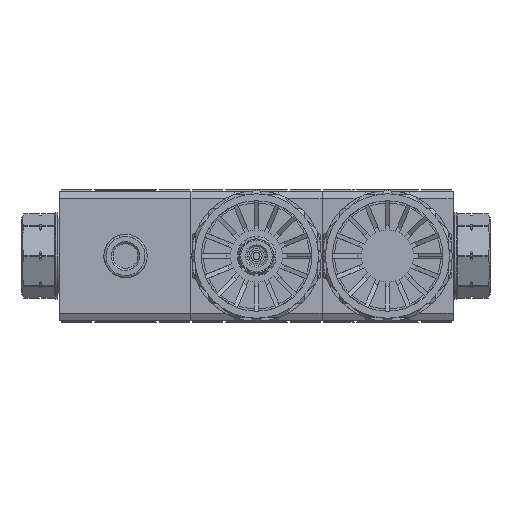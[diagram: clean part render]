
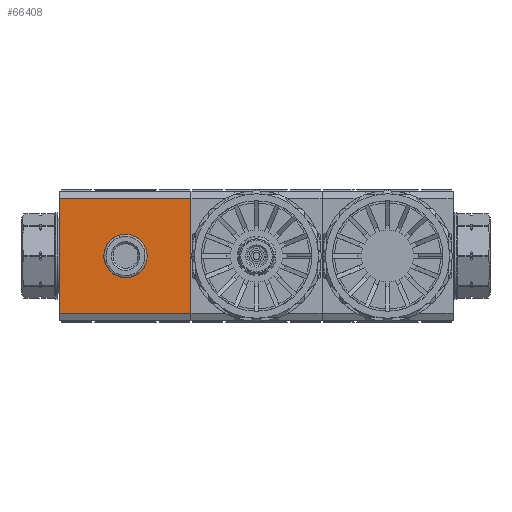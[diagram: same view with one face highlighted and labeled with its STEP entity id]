
A CAD part, front view. The second image highlights one B-rep face of the part: STEP entity #66408.
In plain terms, the highlighted planar face has unit normal (0, -1, 0).
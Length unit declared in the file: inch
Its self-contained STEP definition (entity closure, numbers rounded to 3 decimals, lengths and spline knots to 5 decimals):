
#2659 = CIRCLE ( 'NONE', #20476, 0.3937 ) ;
#3263 = CARTESIAN_POINT ( 'NONE',  ( -1.19094, -1.27953, 0. ) ) ;
#4140 = DIRECTION ( 'NONE',  ( 1., 0., 0. ) ) ;
#4821 = ORIENTED_EDGE ( 'NONE', *, *, #61505, .F. ) ;
#5067 = ORIENTED_EDGE ( 'NONE', *, *, #22841, .T. ) ;
#6732 = LINE ( 'NONE', #132048, #10553 ) ;
#9830 = VERTEX_POINT ( 'NONE', #85920 ) ;
#10553 = VECTOR ( 'NONE', #122998, 39.37008 ) ;
#12115 = ORIENTED_EDGE ( 'NONE', *, *, #35220, .F. ) ;
#20476 = AXIS2_PLACEMENT_3D ( 'NONE', #53000, #44579, #41857 ) ;
#22841 = EDGE_CURVE ( 'NONE', #130863, #40927, #53455, .T. ) ;
#23574 = DIRECTION ( 'NONE',  ( 0., 0., 1. ) ) ;
#24947 = VERTEX_POINT ( 'NONE', #82933 ) ;
#29971 = DIRECTION ( 'NONE',  ( 0., 0., -1. ) ) ;
#29979 = LINE ( 'NONE', #72464, #122961 ) ;
#31637 = VERTEX_POINT ( 'NONE', #90578 ) ;
#32649 = FACE_BOUND ( 'NONE', #73495, .T. ) ;
#32701 = DIRECTION ( 'NONE',  ( 0., -1., 0. ) ) ;
#35220 = EDGE_CURVE ( 'NONE', #9830, #49489, #2659, .T. ) ;
#40927 = VERTEX_POINT ( 'NONE', #75766 ) ;
#41857 = DIRECTION ( 'NONE',  ( 0., 0., -1. ) ) ;
#44579 = DIRECTION ( 'NONE',  ( 0., -1., 0. ) ) ;
#47886 = AXIS2_PLACEMENT_3D ( 'NONE', #77187, #118963, #23574 ) ;
#49489 = VERTEX_POINT ( 'NONE', #70242 ) ;
#53000 = CARTESIAN_POINT ( 'NONE',  ( 0., -1.27953, 0. ) ) ;
#53455 = LINE ( 'NONE', #3263, #68619 ) ;
#58268 = DIRECTION ( 'NONE',  ( 0., 0., -1. ) ) ;
#61505 = EDGE_CURVE ( 'NONE', #24947, #31637, #29979, .T. ) ;
#62723 = CARTESIAN_POINT ( 'NONE',  ( 0., -1.27953, 0. ) ) ;
#62831 = ORIENTED_EDGE ( 'NONE', *, *, #69216, .T. ) ;
#64105 = VECTOR ( 'NONE', #4140, 39.37008 ) ;
#66408 = ADVANCED_FACE ( 'NONE', ( #86938, #32649 ), #88305, .F. ) ;
#68619 = VECTOR ( 'NONE', #58268, 39.37008 ) ;
#69216 = EDGE_CURVE ( 'NONE', #40927, #31637, #120405, .T. ) ;
#70242 = CARTESIAN_POINT ( 'NONE',  ( 0., -1.27953, -0.3937 ) ) ;
#72464 = CARTESIAN_POINT ( 'NONE',  ( 1.19094, -1.27953, 0. ) ) ;
#73495 = EDGE_LOOP ( 'NONE', ( #135975, #12115 ) ) ;
#75766 = CARTESIAN_POINT ( 'NONE',  ( -1.19094, -1.27953, -1.03685 ) ) ;
#77187 = CARTESIAN_POINT ( 'NONE',  ( 1.19094, -1.27953, 1.03685 ) ) ;
#82933 = CARTESIAN_POINT ( 'NONE',  ( 1.19094, -1.27953, 1.03685 ) ) ;
#85920 = CARTESIAN_POINT ( 'NONE',  ( 0., -1.27953, 0.3937 ) ) ;
#86938 = FACE_OUTER_BOUND ( 'NONE', #113797, .T. ) ;
#88305 = PLANE ( 'NONE',  #47886 ) ;
#90578 = CARTESIAN_POINT ( 'NONE',  ( 1.19094, -1.27953, -1.03685 ) ) ;
#91492 = EDGE_CURVE ( 'NONE', #49489, #9830, #106709, .T. ) ;
#94017 = DIRECTION ( 'NONE',  ( 0., 0., -1. ) ) ;
#102714 = EDGE_CURVE ( 'NONE', #130863, #24947, #6732, .T. ) ;
#105240 = ORIENTED_EDGE ( 'NONE', *, *, #102714, .F. ) ;
#106709 = CIRCLE ( 'NONE', #131145, 0.3937 ) ;
#113797 = EDGE_LOOP ( 'NONE', ( #62831, #4821, #105240, #5067 ) ) ;
#118963 = DIRECTION ( 'NONE',  ( 0., 1., 0. ) ) ;
#120405 = LINE ( 'NONE', #130844, #64105 ) ;
#122961 = VECTOR ( 'NONE', #94017, 39.37008 ) ;
#122998 = DIRECTION ( 'NONE',  ( 1., 0., 0. ) ) ;
#124521 = CARTESIAN_POINT ( 'NONE',  ( -1.19094, -1.27953, 1.03685 ) ) ;
#130844 = CARTESIAN_POINT ( 'NONE',  ( 1.19094, -1.27953, -1.03685 ) ) ;
#130863 = VERTEX_POINT ( 'NONE', #124521 ) ;
#131145 = AXIS2_PLACEMENT_3D ( 'NONE', #62723, #32701, #29971 ) ;
#132048 = CARTESIAN_POINT ( 'NONE',  ( 1.19094, -1.27953, 1.03685 ) ) ;
#135975 = ORIENTED_EDGE ( 'NONE', *, *, #91492, .F. ) ;
